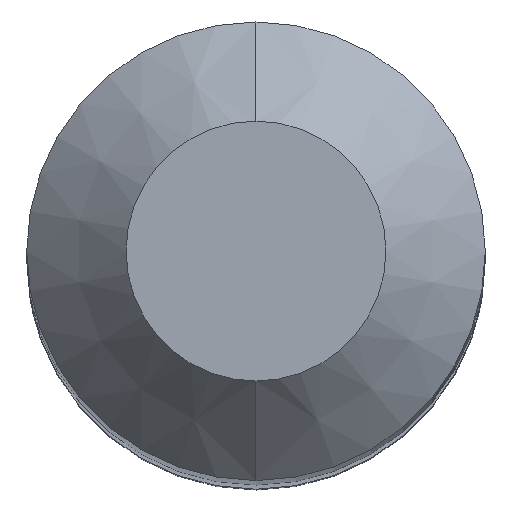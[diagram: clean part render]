
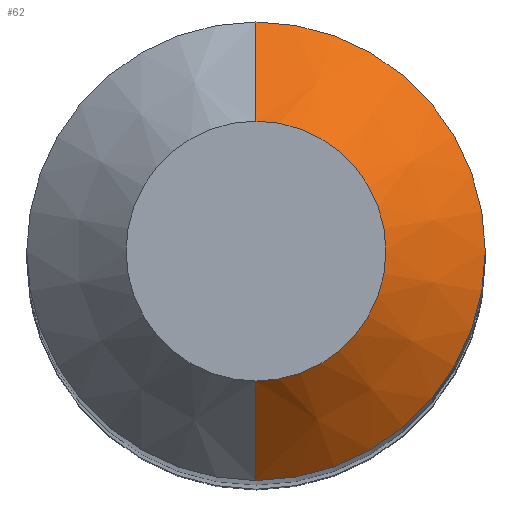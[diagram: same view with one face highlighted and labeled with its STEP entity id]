
A CAD part, top view. The second image highlights one B-rep face of the part: STEP entity #62.
In plain terms, the highlighted conical face has half-angle 45 degrees and reference radius 2.35 mm.
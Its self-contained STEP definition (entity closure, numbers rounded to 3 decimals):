
#62=ADVANCED_FACE('',(#122),#123,.T.);
#122=FACE_OUTER_BOUND('',#185,.T.);
#123=CONICAL_SURFACE('',#186,2.35,0.785);
#185=EDGE_LOOP('',(#264,#265,#266,#267));
#186=AXIS2_PLACEMENT_3D('',#268,#269,#270);
#264=ORIENTED_EDGE('',*,*,#344,.F.);
#265=ORIENTED_EDGE('',*,*,#345,.T.);
#266=ORIENTED_EDGE('',*,*,#346,.F.);
#267=ORIENTED_EDGE('',*,*,#340,.F.);
#268=CARTESIAN_POINT('',(0.,0.0,34.35));
#269=DIRECTION('',(0.,-0.0,-1.0));
#270=DIRECTION('',(0.0,1.0,0.0));
#340=EDGE_CURVE('',#390,#393,#394,.T.);
#344=EDGE_CURVE('',#399,#390,#400,.T.);
#345=EDGE_CURVE('',#399,#401,#402,.T.);
#346=EDGE_CURVE('',#393,#401,#403,.T.);
#390=VERTEX_POINT('',#449);
#393=VERTEX_POINT('',#453);
#394=CIRCLE('',#454,3.0);
#399=VERTEX_POINT('',#460);
#400=LINE('',#461,#462);
#401=VERTEX_POINT('',#463);
#402=CIRCLE('',#464,1.7);
#403=LINE('',#465,#466);
#449=CARTESIAN_POINT('',(0.,3.0,33.7));
#453=CARTESIAN_POINT('',(0.,-3.0,33.7));
#454=AXIS2_PLACEMENT_3D('',#510,#511,#512);
#460=CARTESIAN_POINT('',(0.,1.7,35.0));
#461=CARTESIAN_POINT('',(0.,2.35,34.35));
#462=VECTOR('',#517,1.0);
#463=CARTESIAN_POINT('',(0.,-1.7,35.0));
#464=AXIS2_PLACEMENT_3D('',#518,#519,#520);
#465=CARTESIAN_POINT('',(0.,-2.35,34.35));
#466=VECTOR('',#521,1.0);
#510=CARTESIAN_POINT('',(0.,0.0,33.7));
#511=DIRECTION('',(0.,0.0,-1.0));
#512=DIRECTION('',(0.0,1.0,0.0));
#517=DIRECTION('',(0.,0.707,-0.707));
#518=CARTESIAN_POINT('',(0.,0.0,35.0));
#519=DIRECTION('',(0.,0.0,-1.0));
#520=DIRECTION('',(0.0,1.0,0.0));
#521=DIRECTION('',(0.,0.707,0.707));
